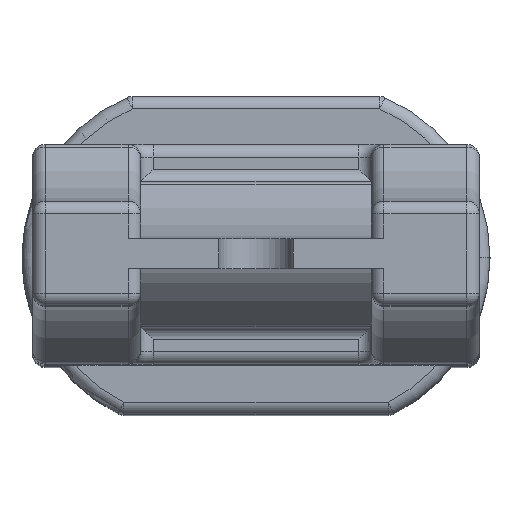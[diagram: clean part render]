
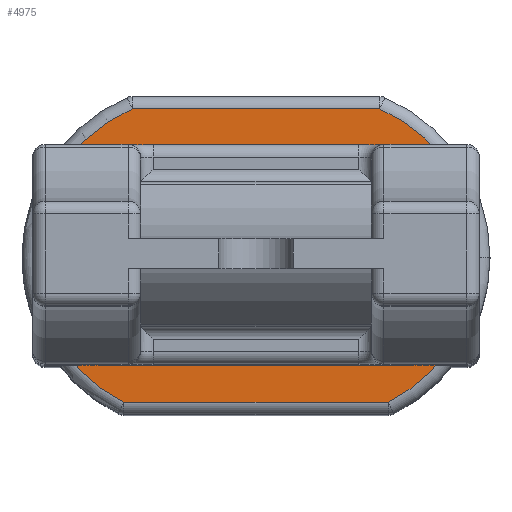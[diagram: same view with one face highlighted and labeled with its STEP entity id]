
A CAD part, top view. The second image highlights one B-rep face of the part: STEP entity #4975.
In plain terms, the highlighted planar face has unit normal (0, 0, 1).
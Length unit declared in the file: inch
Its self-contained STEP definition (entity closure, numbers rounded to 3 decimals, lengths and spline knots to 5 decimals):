
#24 = DIRECTION ( 'NONE',  ( 1., 0., 0. ) ) ;
#25 = VECTOR ( 'NONE', #24, 39.37008 ) ;
#26 = CARTESIAN_POINT ( 'NONE',  ( -0.13002, -0.088, 0.198 ) ) ;
#27 = CARTESIAN_POINT ( 'NONE',  ( -0.12474, -0.088, 0.198 ) ) ;
#34 = CIRCLE ( 'NONE', #84, 0.15239 ) ;
#78 = DIRECTION ( 'NONE',  ( -1., 0., 0. ) ) ;
#79 = DIRECTION ( 'NONE',  ( 0., 0., 1. ) ) ;
#80 = CARTESIAN_POINT ( 'NONE',  ( 0.00561, 0., 0.198 ) ) ;
#84 = AXIS2_PLACEMENT_3D ( 'NONE', #80, #79, #78 ) ;
#88 = AXIS2_PLACEMENT_3D ( 'NONE', #96, #154, #153 ) ;
#92 = DIRECTION ( 'NONE',  ( 1., 0., 0. ) ) ;
#93 = DIRECTION ( 'NONE',  ( 0., 0., 1. ) ) ;
#94 = CARTESIAN_POINT ( 'NONE',  ( -0.00561, 0., 0.198 ) ) ;
#95 = AXIS2_PLACEMENT_3D ( 'NONE', #94, #93, #92 ) ;
#96 = CARTESIAN_POINT ( 'NONE',  ( 0.12474, 0.078, 0.198 ) ) ;
#98 = CIRCLE ( 'NONE', #95, 0.15239 ) ;
#102 = CIRCLE ( 'NONE', #88, 0.01 ) ;
#115 = CARTESIAN_POINT ( 'NONE',  ( -0.1331, 0.08348, 0.198 ) ) ;
#117 = DIRECTION ( 'NONE',  ( -1., 0., 0. ) ) ;
#118 = VECTOR ( 'NONE', #117, 39.37008 ) ;
#119 = CARTESIAN_POINT ( 'NONE',  ( -0.09916, 0.1175, 0.198 ) ) ;
#120 = CARTESIAN_POINT ( 'NONE',  ( -0.10118, 0.1175, 0.198 ) ) ;
#121 = LINE ( 'NONE', #120, #118 ) ;
#153 = DIRECTION ( 'NONE',  ( 1., 0., 0. ) ) ;
#154 = DIRECTION ( 'NONE',  ( 0., 0., -1. ) ) ;
#156 = AXIS2_PLACEMENT_3D ( 'NONE', #211, #210, #195 ) ;
#163 = FACE_BOUND ( 'NONE', #4948, .T. ) ;
#166 = DIRECTION ( 'NONE',  ( 1., 0., 0. ) ) ;
#167 = VECTOR ( 'NONE', #166, 39.37008 ) ;
#169 = AXIS2_PLACEMENT_3D ( 'NONE', #203, #202, #201 ) ;
#170 = DIRECTION ( 'NONE',  ( 1., 0., 0. ) ) ;
#171 = DIRECTION ( 'NONE',  ( 0., 0., -1. ) ) ;
#172 = CARTESIAN_POINT ( 'NONE',  ( 0.12474, -0.078, 0.198 ) ) ;
#173 = AXIS2_PLACEMENT_3D ( 'NONE', #172, #171, #170 ) ;
#174 = LINE ( 'NONE', #181, #167 ) ;
#175 = CARTESIAN_POINT ( 'NONE',  ( -0.10588, -0.1175, 0.198 ) ) ;
#176 = CARTESIAN_POINT ( 'NONE',  ( 0.09916, 0.1175, 0.198 ) ) ;
#181 = CARTESIAN_POINT ( 'NONE',  ( 0.1082, -0.1175, 0.198 ) ) ;
#182 = CIRCLE ( 'NONE', #173, 0.01 ) ;
#195 = DIRECTION ( 'NONE',  ( 1., 0., 0. ) ) ;
#201 = DIRECTION ( 'NONE',  ( 1., 0., 0. ) ) ;
#202 = DIRECTION ( 'NONE',  ( 0., 0., 1. ) ) ;
#203 = CARTESIAN_POINT ( 'NONE',  ( -0.04785, -0.00156, 0.198 ) ) ;
#204 = PLANE ( 'NONE',  #156 ) ;
#209 = CIRCLE ( 'NONE', #169, 0.12965 ) ;
#210 = DIRECTION ( 'NONE',  ( 0., 0., 1. ) ) ;
#211 = CARTESIAN_POINT ( 'NONE',  ( -0.04785, -0.00156, 0.198 ) ) ;
#213 = FACE_OUTER_BOUND ( 'NONE', #4921, .T. ) ;
#2255 = DIRECTION ( 'NONE',  ( -1., 0., 0. ) ) ;
#2262 = VECTOR ( 'NONE', #2255, 39.37008 ) ;
#2263 = CARTESIAN_POINT ( 'NONE',  ( 0.13002, 0.088, 0.198 ) ) ;
#2265 = LINE ( 'NONE', #2263, #2262 ) ;
#2275 = CARTESIAN_POINT ( 'NONE',  ( 0.12474, 0.088, 0.198 ) ) ;
#2297 = CARTESIAN_POINT ( 'NONE',  ( -0.12474, 0.088, 0.198 ) ) ;
#3584 = VERTEX_POINT ( 'NONE', #6098 ) ;
#3630 = VERTEX_POINT ( 'NONE', #9595 ) ;
#3696 = EDGE_CURVE ( 'NONE', #3630, #3584, #6328, .T. ) ;
#3788 = EDGE_CURVE ( 'NONE', #3965, #3964, #6647, .T. ) ;
#3964 = VERTEX_POINT ( 'NONE', #7139 ) ;
#3965 = VERTEX_POINT ( 'NONE', #7187 ) ;
#4803 = ORIENTED_EDGE ( 'NONE', *, *, #4849, .T. ) ;
#4819 = ORIENTED_EDGE ( 'NONE', *, *, #4910, .F. ) ;
#4820 = VERTEX_POINT ( 'NONE', #11293 ) ;
#4821 = ORIENTED_EDGE ( 'NONE', *, *, #3696, .T. ) ;
#4822 = ORIENTED_EDGE ( 'NONE', *, *, #3788, .F. ) ;
#4833 = VERTEX_POINT ( 'NONE', #11337 ) ;
#4834 = ORIENTED_EDGE ( 'NONE', *, *, #8078, .F. ) ;
#4835 = ORIENTED_EDGE ( 'NONE', *, *, #4964, .T. ) ;
#4837 = VERTEX_POINT ( 'NONE', #11294 ) ;
#4848 = EDGE_CURVE ( 'NONE', #4934, #8123, #11320, .T. ) ;
#4849 = EDGE_CURVE ( 'NONE', #4879, #3964, #11370, .T. ) ;
#4850 = EDGE_CURVE ( 'NONE', #3584, #4963, #11384, .T. ) ;
#4853 = ORIENTED_EDGE ( 'NONE', *, *, #4878, .F. ) ;
#4878 = EDGE_CURVE ( 'NONE', #4879, #4837, #11388, .T. ) ;
#4879 = VERTEX_POINT ( 'NONE', #27 ) ;
#4910 = EDGE_CURVE ( 'NONE', #4820, #4833, #34, .T. ) ;
#4918 = EDGE_CURVE ( 'NONE', #4963, #4919, #121, .T. ) ;
#4919 = VERTEX_POINT ( 'NONE', #119 ) ;
#4920 = ORIENTED_EDGE ( 'NONE', *, *, #4850, .T. ) ;
#4921 = EDGE_LOOP ( 'NONE', ( #4922, #4835, #4821, #4920, #4949 ) ) ;
#4922 = ORIENTED_EDGE ( 'NONE', *, *, #4974, .T. ) ;
#4923 = ORIENTED_EDGE ( 'NONE', *, *, #4935, .F. ) ;
#4934 = VERTEX_POINT ( 'NONE', #115 ) ;
#4935 = EDGE_CURVE ( 'NONE', #4934, #3965, #98, .T. ) ;
#4936 = ORIENTED_EDGE ( 'NONE', *, *, #4937, .T. ) ;
#4937 = EDGE_CURVE ( 'NONE', #8100, #4833, #102, .T. ) ;
#4947 = ORIENTED_EDGE ( 'NONE', *, *, #4961, .T. ) ;
#4948 = EDGE_LOOP ( 'NONE', ( #4853, #4803, #4822, #4923, #4962, #4834, #4936, #4819, #4947 ) ) ;
#4949 = ORIENTED_EDGE ( 'NONE', *, *, #4918, .T. ) ;
#4961 = EDGE_CURVE ( 'NONE', #4820, #4837, #182, .T. ) ;
#4962 = ORIENTED_EDGE ( 'NONE', *, *, #4848, .T. ) ;
#4963 = VERTEX_POINT ( 'NONE', #176 ) ;
#4964 = EDGE_CURVE ( 'NONE', #4965, #3630, #174, .T. ) ;
#4965 = VERTEX_POINT ( 'NONE', #175 ) ;
#4974 = EDGE_CURVE ( 'NONE', #4919, #4965, #209, .T. ) ;
#4975 = ADVANCED_FACE ( 'NONE', ( #213, #163 ), #204, .T. ) ;
#6098 = CARTESIAN_POINT ( 'NONE',  ( 0.1775, -0.00156, 0.198 ) ) ;
#6328 = CIRCLE ( 'NONE', #6365, 0.12965 ) ;
#6357 = DIRECTION ( 'NONE',  ( 1., 0., 0. ) ) ;
#6358 = DIRECTION ( 'NONE',  ( 0., 0., 1. ) ) ;
#6359 = CARTESIAN_POINT ( 'NONE',  ( 0.04785, -0.00156, 0.198 ) ) ;
#6365 = AXIS2_PLACEMENT_3D ( 'NONE', #6359, #6358, #6357 ) ;
#6589 = AXIS2_PLACEMENT_3D ( 'NONE', #6645, #6644, #6643 ) ;
#6643 = DIRECTION ( 'NONE',  ( 1., 0., 0. ) ) ;
#6644 = DIRECTION ( 'NONE',  ( 0., 0., 1. ) ) ;
#6645 = CARTESIAN_POINT ( 'NONE',  ( -0.00561, 0., 0.198 ) ) ;
#6647 = CIRCLE ( 'NONE', #6589, 0.15239 ) ;
#7139 = CARTESIAN_POINT ( 'NONE',  ( -0.1331, -0.08348, 0.198 ) ) ;
#7187 = CARTESIAN_POINT ( 'NONE',  ( -0.158, 0., 0.198 ) ) ;
#8078 = EDGE_CURVE ( 'NONE', #8100, #8123, #2265, .T. ) ;
#8100 = VERTEX_POINT ( 'NONE', #2275 ) ;
#8123 = VERTEX_POINT ( 'NONE', #2297 ) ;
#9595 = CARTESIAN_POINT ( 'NONE',  ( 0.10588, -0.1175, 0.198 ) ) ;
#11293 = CARTESIAN_POINT ( 'NONE',  ( 0.1331, -0.08348, 0.198 ) ) ;
#11294 = CARTESIAN_POINT ( 'NONE',  ( 0.12474, -0.088, 0.198 ) ) ;
#11320 = CIRCLE ( 'NONE', #11387, 0.01 ) ;
#11328 = DIRECTION ( 'NONE',  ( 0., 0., -1. ) ) ;
#11337 = CARTESIAN_POINT ( 'NONE',  ( 0.1331, 0.08348, 0.198 ) ) ;
#11362 = DIRECTION ( 'NONE',  ( 1., 0., 0. ) ) ;
#11363 = DIRECTION ( 'NONE',  ( 0., 0., 1. ) ) ;
#11364 = CARTESIAN_POINT ( 'NONE',  ( 0.04785, -0.00156, 0.198 ) ) ;
#11368 = DIRECTION ( 'NONE',  ( 1., 0., 0. ) ) ;
#11369 = AXIS2_PLACEMENT_3D ( 'NONE', #11377, #11328, #11368 ) ;
#11370 = CIRCLE ( 'NONE', #11369, 0.01 ) ;
#11372 = AXIS2_PLACEMENT_3D ( 'NONE', #11364, #11363, #11362 ) ;
#11374 = DIRECTION ( 'NONE',  ( 1., 0., 0. ) ) ;
#11375 = DIRECTION ( 'NONE',  ( 0., 0., -1. ) ) ;
#11376 = CARTESIAN_POINT ( 'NONE',  ( -0.12474, 0.078, 0.198 ) ) ;
#11377 = CARTESIAN_POINT ( 'NONE',  ( -0.12474, -0.078, 0.198 ) ) ;
#11384 = CIRCLE ( 'NONE', #11372, 0.12965 ) ;
#11387 = AXIS2_PLACEMENT_3D ( 'NONE', #11376, #11375, #11374 ) ;
#11388 = LINE ( 'NONE', #26, #25 ) ;
